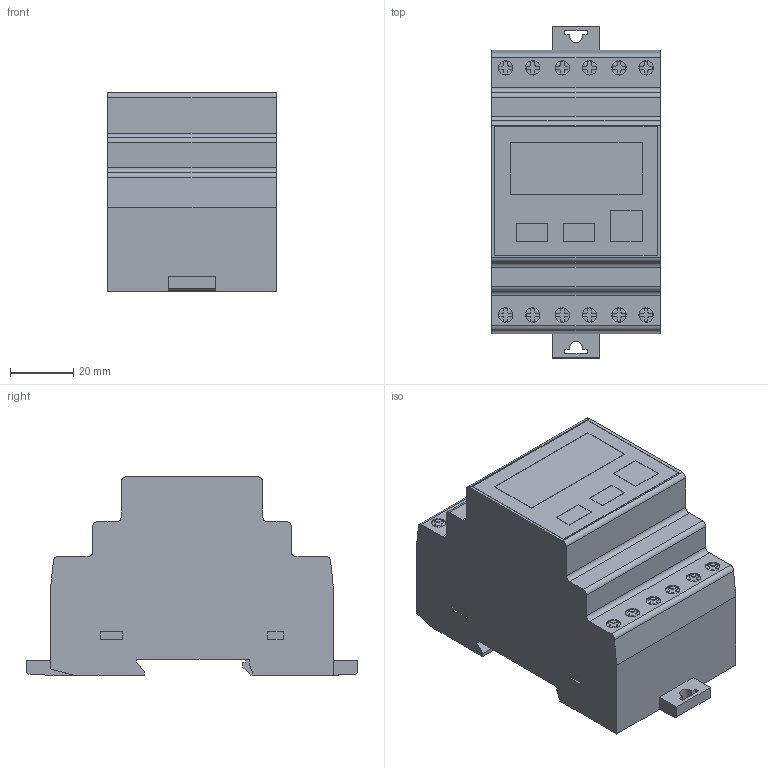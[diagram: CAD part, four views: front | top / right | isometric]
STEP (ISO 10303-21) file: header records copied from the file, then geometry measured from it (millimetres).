
FILE_DESCRIPTION((''),'2;1');
FILE_NAME('3d_DMK81R1.stp','2012-10-10T13:57:13',(''),(''),'Mechanical Desktop 2011','Mechanical Desktop 2011',', , ');
FILE_SCHEMA(('CONFIG_CONTROL_DESIGN'));
Length unit declared in the file: millimetre
Products named in the file (1): Product
Bounding box: 53.5 x 105.38 x 62.99 mm (x, y, z)
Volume: 243103.9 mm3; surface area: 26535.2 mm2
Topology: 1 solids, 1 shells, 505 faces, 1503 edges, 1095 vertices
Faces by surface type: plane 469, cylinder 36
Entity records: 16711 total; most frequent: CARTESIAN_POINT 3042, ORIENTED_EDGE 2878, DIRECTION 2617, EDGE_CURVE 1439, VECTOR 1401, LINE 1401, VERTEX_POINT 967, AXIS2_PLACEMENT_3D 608
